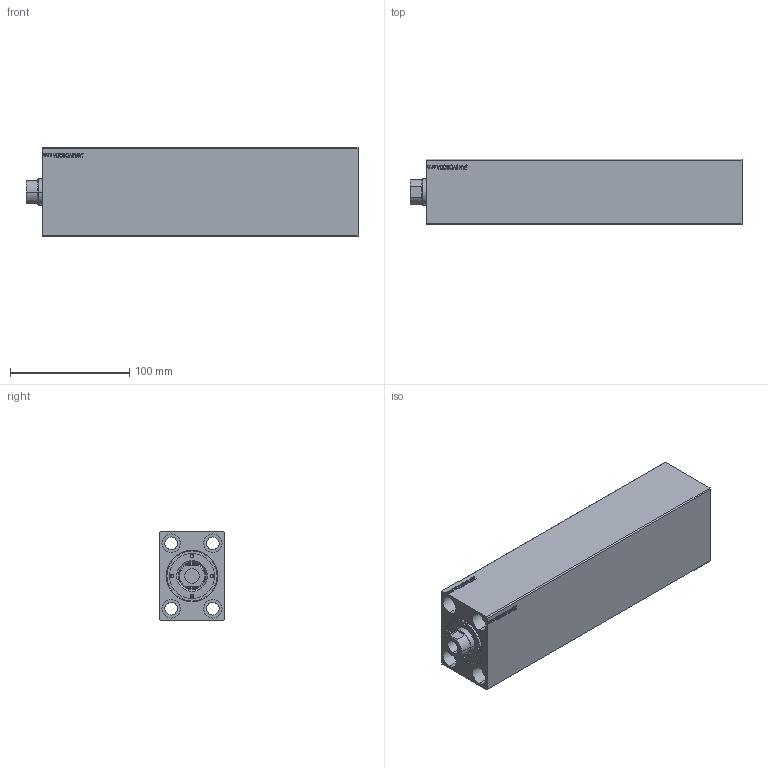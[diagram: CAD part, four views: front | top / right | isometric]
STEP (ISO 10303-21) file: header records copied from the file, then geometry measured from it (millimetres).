
FILE_DESCRIPTION (( 'STEP AP203' ), '1' );
FILE_NAME ('afe6.STEP', '2020-10-12T12:04:25', ( '' ), ( '' ), 'SwSTEP 2.0', 'SolidWorks 2019', '' );
FILE_SCHEMA (( 'CONFIG_CONTROL_DESIGN' ));
Length unit declared in the file: millimetre
Products named in the file (4): V500CZ_VC_vysunovaci_C e3491920df825ed7984619b57293c3ef; V500CZ_VCP_C e3491920df825ed7984619b57293c3ef; afe6; V500CZ_C e3491920df825ed7984619b57293c3ef
Assembly tree (3 placements, depth 2):
  afe6
    V500CZ_C e3491920df825ed7984619b57293c3ef
    V500CZ_VC_vysunovaci_C e3491920df825ed7984619b57293c3ef
    V500CZ_VCP_C e3491920df825ed7984619b57293c3ef
Bounding box: 278.5 x 55 x 75 mm (x, y, z)
Volume: 906566.2 mm3; surface area: 162239.6 mm2
Topology: 3 solids, 3 shells, 871 faces, 2229 edges, 1475 vertices
Faces by surface type: plane 410, bspline 380, cylinder 67, cone 14
Entity records: 44138 total; most frequent: CARTESIAN_POINT 25093, ORIENTED_EDGE 4442, DIRECTION 2588, EDGE_CURVE 2221, VERTEX_POINT 1475, VECTOR 1312, LINE 1312, EDGE_LOOP 1002
